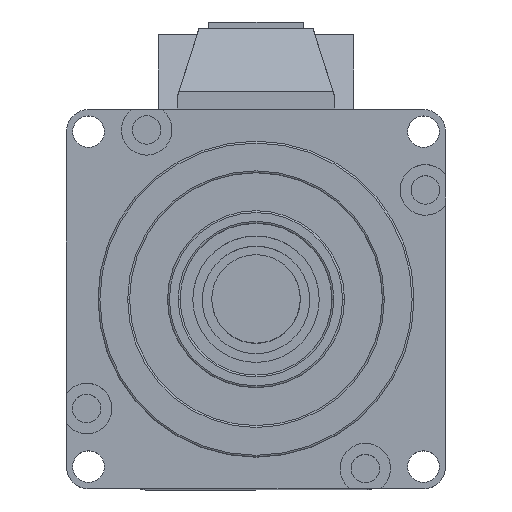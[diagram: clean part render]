
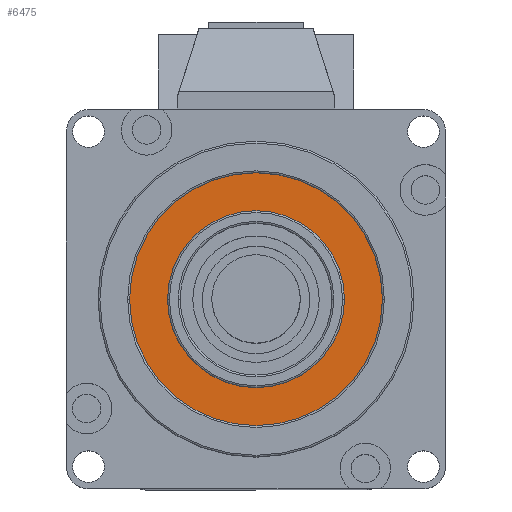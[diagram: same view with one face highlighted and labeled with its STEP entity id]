
A CAD part, top view. The second image highlights one B-rep face of the part: STEP entity #6475.
In plain terms, the highlighted planar face has unit normal (0, 0, 1).
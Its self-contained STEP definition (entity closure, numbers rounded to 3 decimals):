
#162 = DIRECTION ( 'NONE',  ( -1., 0., 0. ) ) ;
#399 = ORIENTED_EDGE ( 'NONE', *, *, #8469, .F. ) ;
#846 = VERTEX_POINT ( 'NONE', #5900 ) ;
#1596 = EDGE_LOOP ( 'NONE', ( #399, #5526 ) ) ;
#1850 = EDGE_CURVE ( 'NONE', #7544, #7776, #2568, .T. ) ;
#1983 = CIRCLE ( 'NONE', #7712, 14. ) ;
#2118 = CARTESIAN_POINT ( 'NONE',  ( 16., 30., 0. ) ) ;
#2499 = ORIENTED_EDGE ( 'NONE', *, *, #6164, .T. ) ;
#2503 = PLANE ( 'NONE',  #4726 ) ;
#2568 = CIRCLE ( 'NONE', #9579, 20. ) ;
#2589 = CARTESIAN_POINT ( 'NONE',  ( 30., 30., 0. ) ) ;
#2819 = CIRCLE ( 'NONE', #8134, 14. ) ;
#3099 = DIRECTION ( 'NONE',  ( 0., 0., 1. ) ) ;
#3203 = FACE_BOUND ( 'NONE', #1596, .T. ) ;
#3887 = DIRECTION ( 'NONE',  ( 1., 0., 0. ) ) ;
#3928 = CARTESIAN_POINT ( 'NONE',  ( 10., 30., 0. ) ) ;
#4007 = FACE_OUTER_BOUND ( 'NONE', #6344, .T. ) ;
#4535 = CARTESIAN_POINT ( 'NONE',  ( 50., 30., 0. ) ) ;
#4726 = AXIS2_PLACEMENT_3D ( 'NONE', #4832, #8565, #9196 ) ;
#4832 = CARTESIAN_POINT ( 'NONE',  ( 3.5, 56.5, 0. ) ) ;
#4925 = DIRECTION ( 'NONE',  ( 0., 0., 1. ) ) ;
#5526 = ORIENTED_EDGE ( 'NONE', *, *, #9055, .F. ) ;
#5720 = DIRECTION ( 'NONE',  ( -1., 0., 0. ) ) ;
#5900 = CARTESIAN_POINT ( 'NONE',  ( 44., 30., 0. ) ) ;
#6016 = VERTEX_POINT ( 'NONE', #2118 ) ;
#6164 = EDGE_CURVE ( 'NONE', #7776, #7544, #7164, .T. ) ;
#6344 = EDGE_LOOP ( 'NONE', ( #2499, #6530 ) ) ;
#6455 = CARTESIAN_POINT ( 'NONE',  ( 30., 30., 0. ) ) ;
#6475 = ADVANCED_FACE ( 'NONE', ( #4007, #3203 ), #2503, .F. ) ;
#6530 = ORIENTED_EDGE ( 'NONE', *, *, #1850, .T. ) ;
#6761 = AXIS2_PLACEMENT_3D ( 'NONE', #7566, #3099, #3887 ) ;
#7164 = CIRCLE ( 'NONE', #6761, 20. ) ;
#7544 = VERTEX_POINT ( 'NONE', #4535 ) ;
#7566 = CARTESIAN_POINT ( 'NONE',  ( 30., 30., 0. ) ) ;
#7712 = AXIS2_PLACEMENT_3D ( 'NONE', #8733, #7960, #5720 ) ;
#7776 = VERTEX_POINT ( 'NONE', #3928 ) ;
#7816 = DIRECTION ( 'NONE',  ( 0., 0., 1. ) ) ;
#7960 = DIRECTION ( 'NONE',  ( 0., 0., 1. ) ) ;
#8134 = AXIS2_PLACEMENT_3D ( 'NONE', #2589, #7816, #162 ) ;
#8469 = EDGE_CURVE ( 'NONE', #6016, #846, #2819, .T. ) ;
#8565 = DIRECTION ( 'NONE',  ( 0., 0., -1. ) ) ;
#8733 = CARTESIAN_POINT ( 'NONE',  ( 30., 30., 0. ) ) ;
#9055 = EDGE_CURVE ( 'NONE', #846, #6016, #1983, .T. ) ;
#9196 = DIRECTION ( 'NONE',  ( -1., 0., 0. ) ) ;
#9457 = DIRECTION ( 'NONE',  ( 1., 0., 0. ) ) ;
#9579 = AXIS2_PLACEMENT_3D ( 'NONE', #6455, #4925, #9457 ) ;
